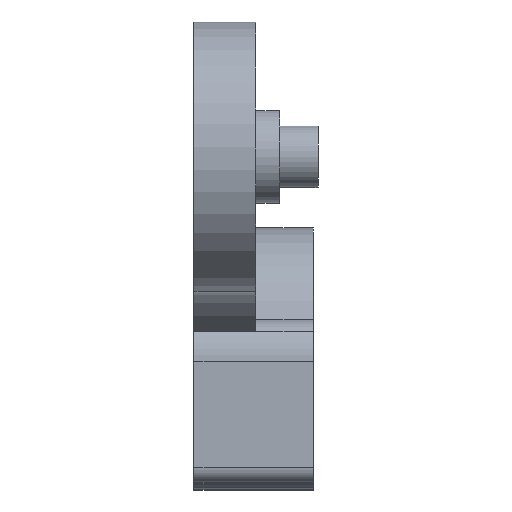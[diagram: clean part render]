
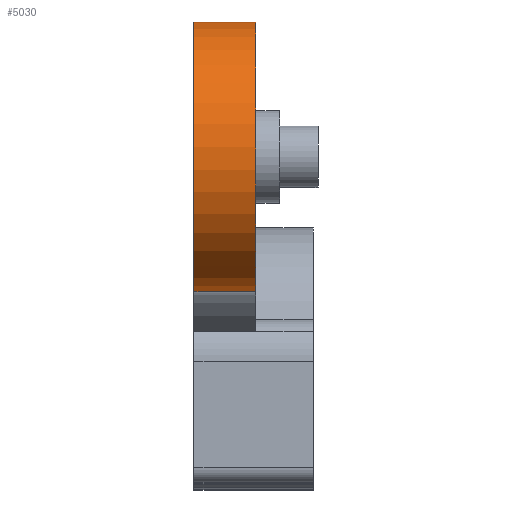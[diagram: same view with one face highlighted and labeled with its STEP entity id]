
A CAD part, front view. The second image highlights one B-rep face of the part: STEP entity #5030.
In plain terms, the highlighted cylindrical face has radius 17.5 mm (diameter 35 mm), a partial arc.
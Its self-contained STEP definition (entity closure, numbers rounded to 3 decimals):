
#394=FACE_OUTER_BOUND('',#660,.T.);
#660=EDGE_LOOP('',(#4144,#4145,#4146,#4147));
#806=CIRCLE('',#5296,17.5);
#813=CIRCLE('',#5335,17.5);
#1280=LINE('',#9046,#1949);
#1281=LINE('',#9050,#1950);
#1949=VECTOR('',#6238,10.);
#1950=VECTOR('',#6243,10.);
#2495=VERTEX_POINT('',#8882);
#2496=VERTEX_POINT('',#8884);
#2551=VERTEX_POINT('',#9045);
#2552=VERTEX_POINT('',#9049);
#3077=EDGE_CURVE('',#2496,#2495,#806,.T.);
#3152=EDGE_CURVE('',#2496,#2551,#1280,.T.);
#3154=EDGE_CURVE('',#2495,#2552,#1281,.T.);
#3155=EDGE_CURVE('',#2551,#2552,#813,.T.);
#4144=ORIENTED_EDGE('',*,*,#3077,.T.);
#4145=ORIENTED_EDGE('',*,*,#3154,.T.);
#4146=ORIENTED_EDGE('',*,*,#3155,.F.);
#4147=ORIENTED_EDGE('',*,*,#3152,.F.);
#4878=CYLINDRICAL_SURFACE('',#5334,17.5);
#5030=ADVANCED_FACE('',(#394),#4878,.T.);
#5296=AXIS2_PLACEMENT_3D('',#8885,#6095,#6096);
#5334=AXIS2_PLACEMENT_3D('',#9048,#6241,#6242);
#5335=AXIS2_PLACEMENT_3D('',#9051,#6244,#6245);
#6095=DIRECTION('center_axis',(-1.,0.,0.));
#6096=DIRECTION('ref_axis',(0.,0.002,1.));
#6238=DIRECTION('',(-1.,0.,0.));
#6241=DIRECTION('center_axis',(-1.,0.,0.));
#6242=DIRECTION('ref_axis',(0.,-0.947,0.321));
#6243=DIRECTION('',(-1.,0.,0.));
#6244=DIRECTION('center_axis',(-1.,0.,0.));
#6245=DIRECTION('ref_axis',(0.,0.002,1.));
#8882=CARTESIAN_POINT('',(129.,2.059,98.062));
#8884=CARTESIAN_POINT('',(129.,-8.408,67.221));
#8885=CARTESIAN_POINT('Origin',(129.,-9.244,84.701));
#9045=CARTESIAN_POINT('',(121.,-8.408,67.221));
#9046=CARTESIAN_POINT('',(129.,-8.408,67.221));
#9048=CARTESIAN_POINT('Origin',(129.,-9.244,84.701));
#9049=CARTESIAN_POINT('',(121.,2.059,98.062));
#9050=CARTESIAN_POINT('',(129.,2.059,98.062));
#9051=CARTESIAN_POINT('Origin',(121.,-9.244,84.701));
